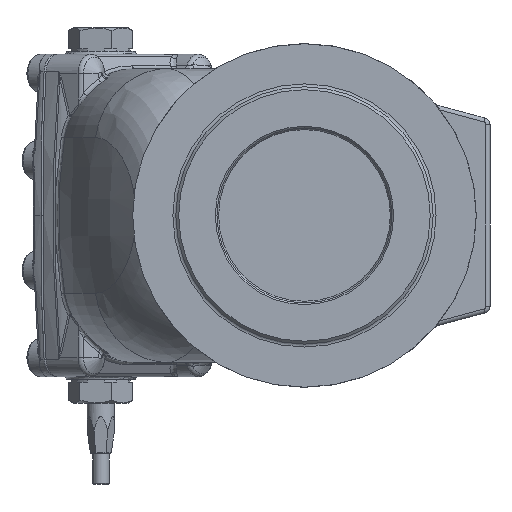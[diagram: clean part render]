
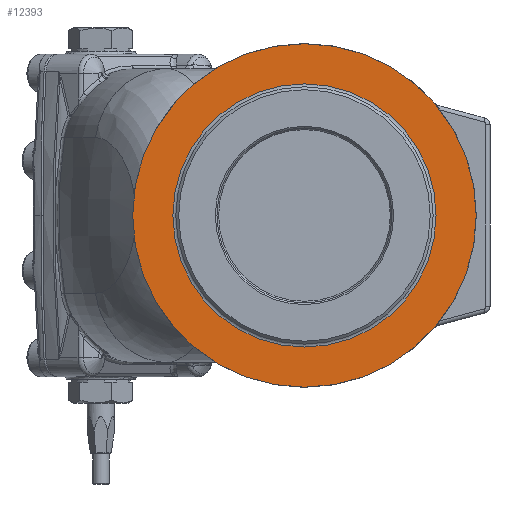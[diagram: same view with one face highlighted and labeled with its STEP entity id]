
A CAD part, left-side view. The second image highlights one B-rep face of the part: STEP entity #12393.
In plain terms, the highlighted planar face has unit normal (-1, 0, 0).
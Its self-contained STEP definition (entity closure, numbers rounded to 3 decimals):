
#237 = CIRCLE ( 'NONE', #32453, 95.743 ) ;
#277 = CIRCLE ( 'NONE', #32470, 125. ) ;
#738 = CARTESIAN_POINT ( 'NONE',  ( -276., -53.8, 0. ) ) ;
#741 = PLANE ( 'NONE',  #32142 ) ;
#743 = DIRECTION ( 'NONE',  ( -1., 0., 0. ) ) ;
#744 = DIRECTION ( 'NONE',  ( 0., 1., 0. ) ) ;
#12393 = ADVANCED_FACE ( 'NONE', ( #32619, #32616 ), #741, .T. ) ;
#17939 = CARTESIAN_POINT ( 'NONE',  ( -276., -148.3, 0. ) ) ;
#17940 = DIRECTION ( 'NONE',  ( -1., 0., 0. ) ) ;
#17941 = DIRECTION ( 'NONE',  ( 0., 1., 0. ) ) ;
#18324 = CARTESIAN_POINT ( 'NONE',  ( -276., -148.3, 0. ) ) ;
#18325 = DIRECTION ( 'NONE',  ( 1., 0., 0. ) ) ;
#18326 = DIRECTION ( 'NONE',  ( 0., 1., 0. ) ) ;
#19193 = VERTEX_POINT ( 'NONE', #22446 ) ;
#19198 = VERTEX_POINT ( 'NONE', #22453 ) ;
#19319 = EDGE_CURVE ( 'NONE', #19193, #19193, #237, .T. ) ;
#19380 = EDGE_CURVE ( 'NONE', #19198, #19198, #277, .T. ) ;
#19524 = EDGE_LOOP ( 'NONE', ( #27241 ) ) ;
#19595 = EDGE_LOOP ( 'NONE', ( #27246 ) ) ;
#22446 = CARTESIAN_POINT ( 'NONE',  ( -276., -52.557, 0. ) ) ;
#22453 = CARTESIAN_POINT ( 'NONE',  ( -276., -23.3, 0. ) ) ;
#27241 = ORIENTED_EDGE ( 'NONE', *, *, #19380, .F. ) ;
#27246 = ORIENTED_EDGE ( 'NONE', *, *, #19319, .F. ) ;
#32142 = AXIS2_PLACEMENT_3D ( 'NONE', #738, #743, #744 ) ;
#32453 = AXIS2_PLACEMENT_3D ( 'NONE', #17939, #17940, #17941 ) ;
#32470 = AXIS2_PLACEMENT_3D ( 'NONE', #18324, #18325, #18326 ) ;
#32616 = FACE_OUTER_BOUND ( 'NONE', #19524, .T. ) ;
#32619 = FACE_BOUND ( 'NONE', #19595, .T. ) ;
